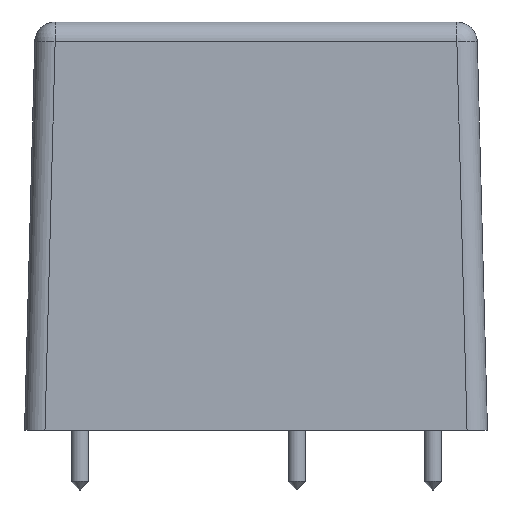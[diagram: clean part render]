
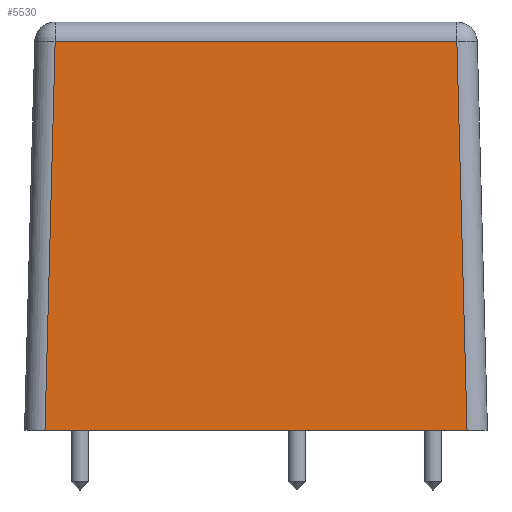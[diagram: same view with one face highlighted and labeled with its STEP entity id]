
A CAD part, left-side view. The second image highlights one B-rep face of the part: STEP entity #5530.
In plain terms, the highlighted planar face has unit normal (-1, 0, 0.026).
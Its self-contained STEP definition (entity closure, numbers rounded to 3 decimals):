
#498=FACE_OUTER_BOUND('',#843,.T.);
#843=EDGE_LOOP('',(#4120,#4121,#4122,#4123));
#1250=LINE('',#9887,#1870);
#1251=LINE('',#9889,#1871);
#1252=LINE('',#9891,#1872);
#1253=LINE('',#9892,#1873);
#1870=VECTOR('',#6825,1.);
#1871=VECTOR('',#6826,1.);
#1872=VECTOR('',#6827,1.);
#1873=VECTOR('',#6828,1.);
#2483=VERTEX_POINT('',#9885);
#2484=VERTEX_POINT('',#9886);
#2485=VERTEX_POINT('',#9888);
#2486=VERTEX_POINT('',#9890);
#3084=EDGE_CURVE('',#2483,#2484,#1250,.T.);
#3085=EDGE_CURVE('',#2483,#2485,#1251,.T.);
#3086=EDGE_CURVE('',#2486,#2485,#1252,.T.);
#3087=EDGE_CURVE('',#2484,#2486,#1253,.T.);
#4120=ORIENTED_EDGE('',*,*,#3084,.F.);
#4121=ORIENTED_EDGE('',*,*,#3085,.T.);
#4122=ORIENTED_EDGE('',*,*,#3086,.F.);
#4123=ORIENTED_EDGE('',*,*,#3087,.F.);
#5257=PLANE('',#6006);
#5530=ADVANCED_FACE('',(#498),#5257,.T.);
#6006=AXIS2_PLACEMENT_3D('',#9884,#6823,#6824);
#6823=DIRECTION('center_axis',(-1.,0.,0.026));
#6824=DIRECTION('ref_axis',(0.,1.,0.));
#6825=DIRECTION('',(0.026,-0.026,0.999));
#6826=DIRECTION('',(0.,-1.,0.));
#6827=DIRECTION('',(-0.026,-0.026,-0.999));
#6828=DIRECTION('',(0.,-1.,0.));
#9884=CARTESIAN_POINT('Origin',(1.286,47.268,0.));
#9885=CARTESIAN_POINT('',(1.286,73.169,0.));
#9886=CARTESIAN_POINT('',(1.884,72.571,22.831));
#9887=CARTESIAN_POINT('',(1.287,73.168,0.031));
#9888=CARTESIAN_POINT('',(1.286,48.368,0.));
#9889=CARTESIAN_POINT('',(1.286,0.,0.));
#9890=CARTESIAN_POINT('',(1.884,48.966,22.831));
#9891=CARTESIAN_POINT('',(1.287,48.369,0.031));
#9892=CARTESIAN_POINT('',(1.884,0.,22.831));
